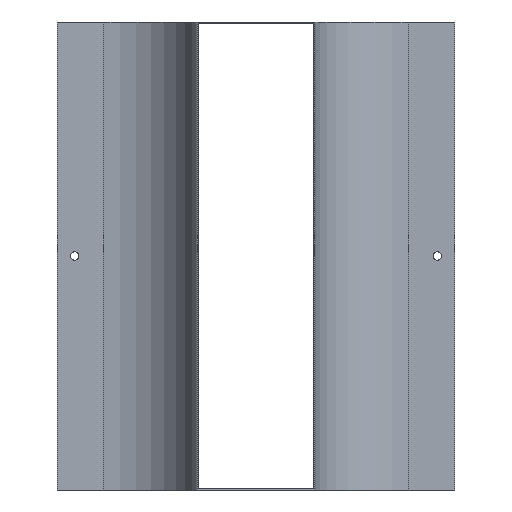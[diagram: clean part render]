
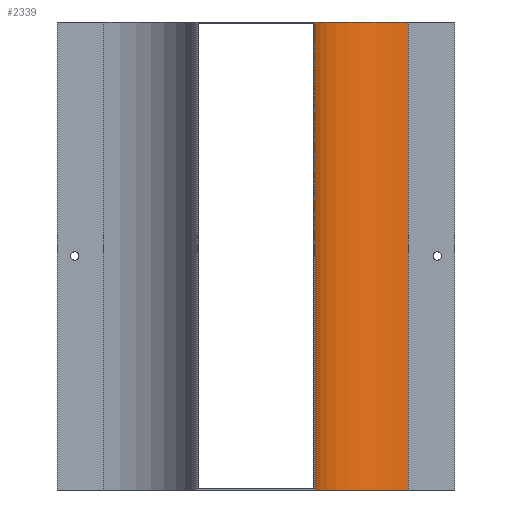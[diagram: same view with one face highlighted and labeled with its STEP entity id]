
A CAD part, front view. The second image highlights one B-rep face of the part: STEP entity #2339.
In plain terms, the highlighted cylindrical face has radius 80 mm (diameter 160 mm), a partial arc.
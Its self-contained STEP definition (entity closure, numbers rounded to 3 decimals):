
#4 = AXIS2_PLACEMENT_3D ( 'NONE', #1552, #1551, #1548 ) ;
#473 = FACE_OUTER_BOUND ( 'NONE', #1994, .T. ) ;
#477 = CYLINDRICAL_SURFACE ( 'NONE', #4, 80. ) ;
#549 = DIRECTION ( 'NONE',  ( 0., 0., -1. ) ) ;
#554 = CARTESIAN_POINT ( 'NONE',  ( 100., 40., 1. ) ) ;
#555 = CARTESIAN_POINT ( 'NONE',  ( 180., 120., 1. ) ) ;
#556 = DIRECTION ( 'NONE',  ( 0., 0., -1. ) ) ;
#559 = CARTESIAN_POINT ( 'NONE',  ( 180., 40., -399. ) ) ;
#560 = DIRECTION ( 'NONE',  ( 0., 0., -1. ) ) ;
#561 = DIRECTION ( 'NONE',  ( 1., 0., 0. ) ) ;
#564 = CARTESIAN_POINT ( 'NONE',  ( 180., 40., 1. ) ) ;
#565 = DIRECTION ( 'NONE',  ( 0., 0., -1. ) ) ;
#566 = DIRECTION ( 'NONE',  ( 1., 0., 0. ) ) ;
#655 = CARTESIAN_POINT ( 'NONE',  ( 100., 40., -399. ) ) ;
#680 = CARTESIAN_POINT ( 'NONE',  ( 180., 120., 1. ) ) ;
#714 = CARTESIAN_POINT ( 'NONE',  ( 180., 120., -399. ) ) ;
#1041 = VERTEX_POINT ( 'NONE', #655 ) ;
#1062 = VERTEX_POINT ( 'NONE', #680 ) ;
#1096 = VERTEX_POINT ( 'NONE', #714 ) ;
#1548 = DIRECTION ( 'NONE',  ( -1., 0., 0. ) ) ;
#1551 = DIRECTION ( 'NONE',  ( 0., 0., -1. ) ) ;
#1552 = CARTESIAN_POINT ( 'NONE',  ( 180., 40., 1. ) ) ;
#1781 = CARTESIAN_POINT ( 'NONE',  ( 100., 40., 1. ) ) ;
#1877 = AXIS2_PLACEMENT_3D ( 'NONE', #564, #565, #566 ) ;
#1878 = AXIS2_PLACEMENT_3D ( 'NONE', #559, #560, #561 ) ;
#1994 = EDGE_LOOP ( 'NONE', ( #2095, #2094, #2093, #2092 ) ) ;
#2092 = ORIENTED_EDGE ( 'NONE', *, *, #2108, .F. ) ;
#2093 = ORIENTED_EDGE ( 'NONE', *, *, #2107, .F. ) ;
#2094 = ORIENTED_EDGE ( 'NONE', *, *, #2106, .T. ) ;
#2095 = ORIENTED_EDGE ( 'NONE', *, *, #2104, .T. ) ;
#2104 = EDGE_CURVE ( 'NONE', #2502, #1041, #2261, .T. ) ;
#2106 = EDGE_CURVE ( 'NONE', #1041, #1096, #2266, .T. ) ;
#2107 = EDGE_CURVE ( 'NONE', #1062, #1096, #2268, .T. ) ;
#2108 = EDGE_CURVE ( 'NONE', #2502, #1062, #2264, .T. ) ;
#2261 = LINE ( 'NONE', #554, #2265 ) ;
#2264 = CIRCLE ( 'NONE', #1877, 80. ) ;
#2265 = VECTOR ( 'NONE', #556, 1000. ) ;
#2266 = CIRCLE ( 'NONE', #1878, 80. ) ;
#2268 = LINE ( 'NONE', #555, #2270 ) ;
#2270 = VECTOR ( 'NONE', #549, 1000. ) ;
#2339 = ADVANCED_FACE ( 'NONE', ( #473 ), #477, .F. ) ;
#2502 = VERTEX_POINT ( 'NONE', #1781 ) ;
